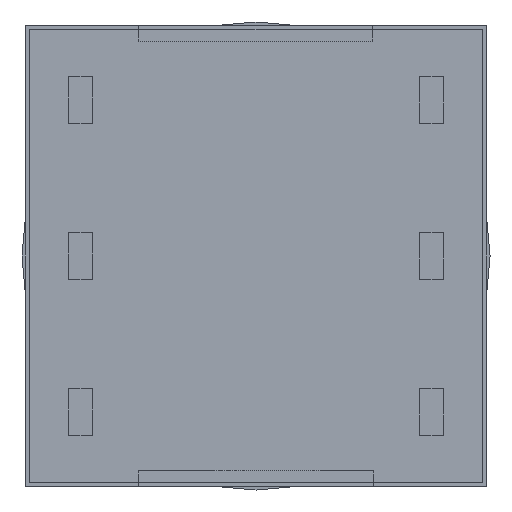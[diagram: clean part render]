
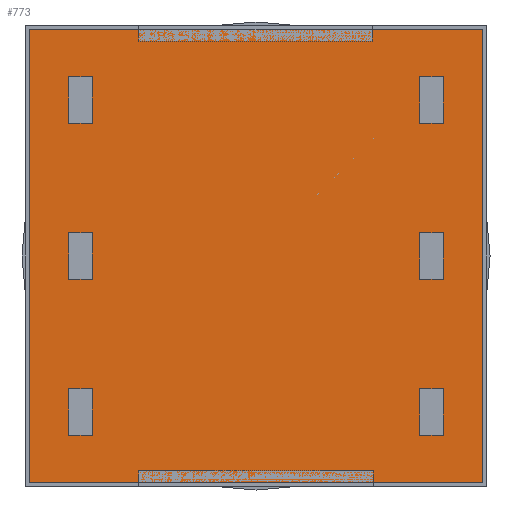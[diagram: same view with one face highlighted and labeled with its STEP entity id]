
A CAD part, front view. The second image highlights one B-rep face of the part: STEP entity #773.
In plain terms, the highlighted planar face has unit normal (0, -1, 0).
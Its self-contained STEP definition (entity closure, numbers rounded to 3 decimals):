
#33 = CARTESIAN_POINT ( 'NONE',  ( -2.9, 0., 2.9 ) ) ;
#115 = CARTESIAN_POINT ( 'NONE',  ( 0., 0., 0. ) ) ;
#208 = CARTESIAN_POINT ( 'NONE',  ( 2.9, 0., -2.9 ) ) ;
#227 = CARTESIAN_POINT ( 'NONE',  ( -2.9, 0., -2.9 ) ) ;
#233 = ORIENTED_EDGE ( 'NONE', *, *, #286, .F. ) ;
#275 = DIRECTION ( 'NONE',  ( 1., 0., 0. ) ) ;
#286 = EDGE_CURVE ( 'NONE', #1185, #918, #2063, .T. ) ;
#595 = VECTOR ( 'NONE', #2497, 1000. ) ;
#727 = VERTEX_POINT ( 'NONE', #1693 ) ;
#773 = ADVANCED_FACE ( 'NONE', ( #2251 ), #1529, .F. ) ;
#836 = CARTESIAN_POINT ( 'NONE',  ( -2.9, 0., -2.9 ) ) ;
#918 = VERTEX_POINT ( 'NONE', #227 ) ;
#1088 = DIRECTION ( 'NONE',  ( 0., 0., 1. ) ) ;
#1185 = VERTEX_POINT ( 'NONE', #1507 ) ;
#1299 = LINE ( 'NONE', #208, #595 ) ;
#1358 = CARTESIAN_POINT ( 'NONE',  ( -2.9, 0., -2.9 ) ) ;
#1405 = LINE ( 'NONE', #33, #1441 ) ;
#1441 = VECTOR ( 'NONE', #275, 1000. ) ;
#1507 = CARTESIAN_POINT ( 'NONE',  ( 2.9, 0., -2.9 ) ) ;
#1529 = PLANE ( 'NONE',  #2548 ) ;
#1551 = ORIENTED_EDGE ( 'NONE', *, *, #3004, .F. ) ;
#1577 = DIRECTION ( 'NONE',  ( -1., 0., 0. ) ) ;
#1693 = CARTESIAN_POINT ( 'NONE',  ( 2.9, 0., 2.9 ) ) ;
#1993 = LINE ( 'NONE', #836, #2836 ) ;
#2063 = LINE ( 'NONE', #1358, #2696 ) ;
#2124 = ORIENTED_EDGE ( 'NONE', *, *, #2195, .F. ) ;
#2144 = ORIENTED_EDGE ( 'NONE', *, *, #2228, .F. ) ;
#2195 = EDGE_CURVE ( 'NONE', #918, #2997, #1993, .T. ) ;
#2228 = EDGE_CURVE ( 'NONE', #727, #1185, #1299, .T. ) ;
#2251 = FACE_OUTER_BOUND ( 'NONE', #2743, .T. ) ;
#2300 = CARTESIAN_POINT ( 'NONE',  ( -2.9, 0., 2.9 ) ) ;
#2497 = DIRECTION ( 'NONE',  ( 0., 0., -1. ) ) ;
#2548 = AXIS2_PLACEMENT_3D ( 'NONE', #115, #2675, #2647 ) ;
#2647 = DIRECTION ( 'NONE',  ( 0., 0., 1. ) ) ;
#2675 = DIRECTION ( 'NONE',  ( 0., 1., 0. ) ) ;
#2696 = VECTOR ( 'NONE', #1577, 1000. ) ;
#2743 = EDGE_LOOP ( 'NONE', ( #2124, #233, #2144, #1551 ) ) ;
#2836 = VECTOR ( 'NONE', #1088, 1000. ) ;
#2997 = VERTEX_POINT ( 'NONE', #2300 ) ;
#3004 = EDGE_CURVE ( 'NONE', #2997, #727, #1405, .T. ) ;
